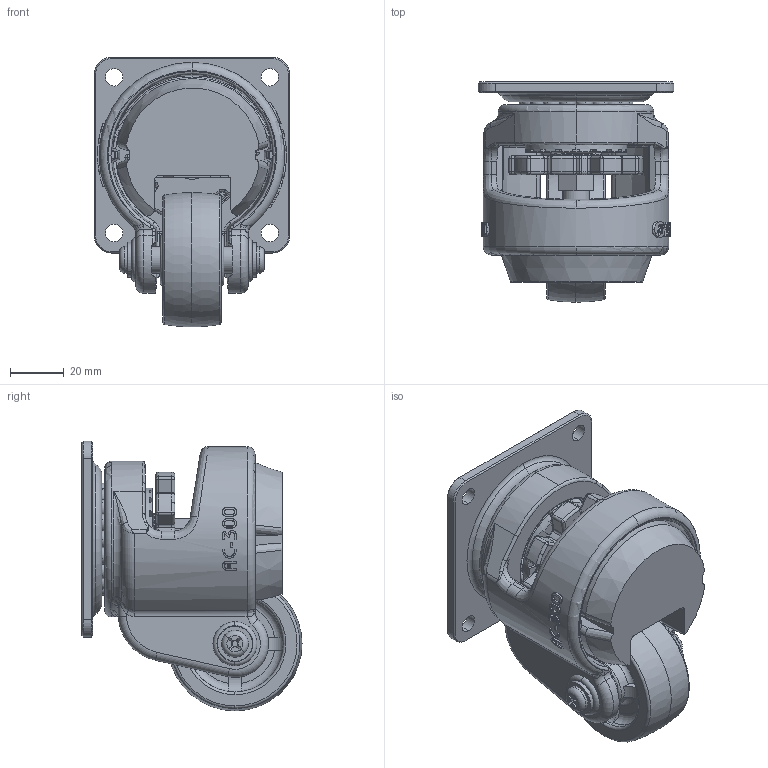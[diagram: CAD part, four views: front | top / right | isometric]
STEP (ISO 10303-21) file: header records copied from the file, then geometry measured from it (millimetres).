
FILE_DESCRIPTION (( 'STEP AP203' ), '1' );
FILE_NAME ('AC-300F ASSY R1.STEP', '2017-05-12T05:03:29', ( '' ), ( '' ), 'SwSTEP 2.0', 'SolidWorks 2016', '' );
FILE_SCHEMA (( 'CONFIG_CONTROL_DESIGN' ));
Length unit declared in the file: millimetre
Products named in the file (17): AC-300F HANDLE BOLT; AC-300F FOOT MOUNT; AC-300F HANDLE; AC-300F FOOT MOUNT ASSY; AC-300F HANDLE ASSY; AC-300F TOP PLATE; AC-300F WHEEL(PA6); AC-300F FOOT MOUNT(RUBBER); AC-300F PIN; 21. STEEL BALL-白6.34; 09. AC-600F PIN BOLT; AC-300F RING(A); AC-300 FRAME; AC-300F RING(B); AC-300F ASSY R1; AC-300F SHAFT; AC-300F NUT
Assembly tree (49 placements, depth 3):
  AC-300F ASSY R1
    AC-300F TOP PLATE
    AC-300F PIN
    09. AC-600F PIN BOLT
    AC-300 FRAME
    AC-300F SHAFT
    AC-300F NUT
    AC-300F HANDLE ASSY
      AC-300F HANDLE BOLT
      AC-300F HANDLE
    AC-300F FOOT MOUNT ASSY
      AC-300F FOOT MOUNT(RUBBER)
      AC-300F FOOT MOUNT
    AC-300F WHEEL(PA6)
    21. STEEL BALL-白6.34  x34
    AC-300F RING(A)
    AC-300F RING(B)
Bounding box: 73 x 82 x 100.5 mm (x, y, z)
Volume: 206132.2 mm3; surface area: 91283.5 mm2
Topology: 47 solids, 47 shells, 1446 faces, 3788 edges, 2396 vertices
Faces by surface type: plane 497, cylinder 310, bspline 287, torus 186, sphere 114, cone 52
Entity records: 64933 total; most frequent: CARTESIAN_POINT 30483, ORIENTED_EDGE 7024, DIRECTION 6040, EDGE_CURVE 3512, AXIS2_PLACEMENT_3D 2262, VERTEX_POINT 2228, LINE 1516, VECTOR 1516
